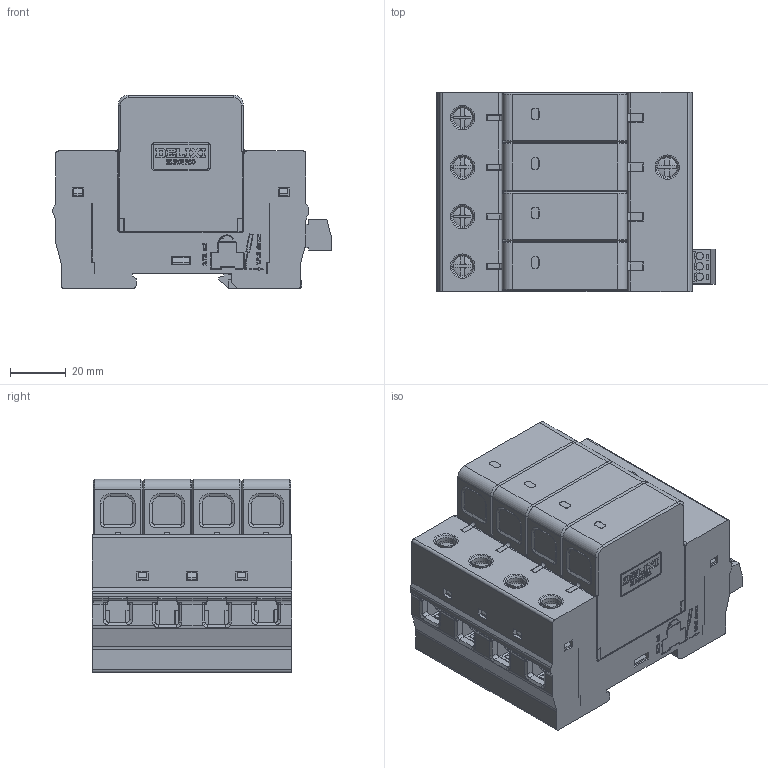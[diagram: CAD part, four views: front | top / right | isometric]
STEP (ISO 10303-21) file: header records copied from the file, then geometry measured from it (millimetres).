
FILE_DESCRIPTION((''),'2;1');
FILE_NAME('4P_SW0000','2025-06-19T',('weiren.liu'),(''),'PRO/ENGINEER BY PARAMETRIC TECHNOLOGY CORPORATION, 2017170','PRO/ENGINEER BY PARAMETRIC TECHNOLOGY CORPORATION, 2017170','');
FILE_SCHEMA(('CONFIG_CONTROL_DESIGN'));
Products named in the file (1): 4P_SW0000
Bounding box: 100 x 71.6 x 69.5 mm (x, y, z)
Volume: 140444.4 mm3; surface area: 155843.9 mm2
Topology: 1 solids, 4 shells, 6338 faces, 18403 edges, 12016 vertices
Faces by surface type: plane 5421, cylinder 715, cone 94, torus 70, sphere 20, bspline 18
Entity records: 213690 total; most frequent: CARTESIAN_POINT 45279, ORIENTED_EDGE 36796, DIRECTION 32377, EDGE_CURVE 18398, VECTOR 16387, LINE 16387, VERTEX_POINT 12016, AXIS2_PLACEMENT_3D 7995
